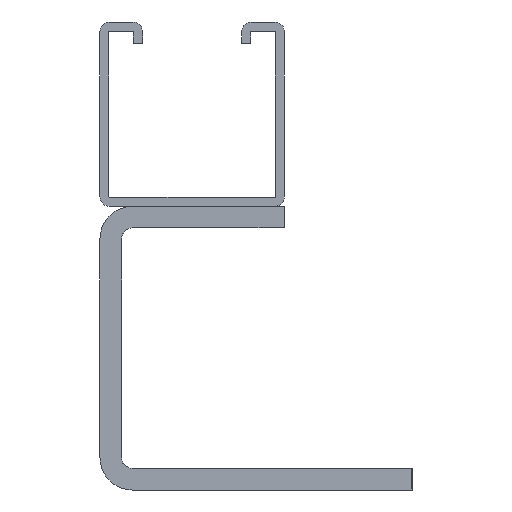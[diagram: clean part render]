
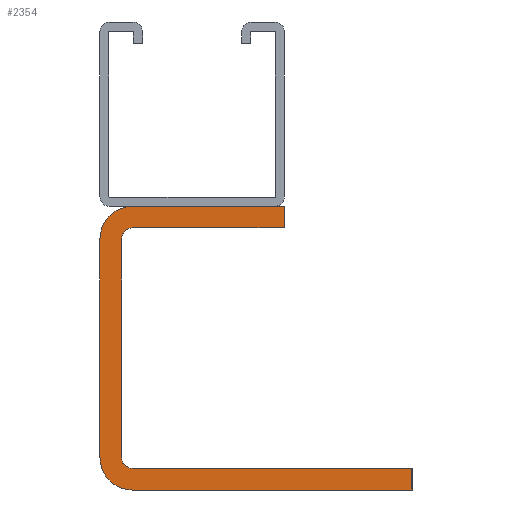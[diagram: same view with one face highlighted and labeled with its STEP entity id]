
A CAD part, front view. The second image highlights one B-rep face of the part: STEP entity #2354.
In plain terms, the highlighted planar face has unit normal (0, -1, 0).
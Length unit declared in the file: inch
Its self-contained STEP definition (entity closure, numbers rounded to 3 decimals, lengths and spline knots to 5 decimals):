
#24 = EDGE_CURVE ( 'NONE', #696, #482, #1675, .T. ) ;
#29 = LINE ( 'NONE', #2276, #1769 ) ;
#37 = CIRCLE ( 'NONE', #571, 0.048 ) ;
#135 = PLANE ( 'NONE',  #1717 ) ;
#174 = CARTESIAN_POINT ( 'NONE',  ( -0.2635, 0.125, -1.155 ) ) ;
#183 = EDGE_CURVE ( 'NONE', #1027, #672, #211, .T. ) ;
#193 = CARTESIAN_POINT ( 'NONE',  ( -0.3115, 0.125, -0.143 ) ) ;
#195 = FACE_OUTER_BOUND ( 'NONE', #1272, .T. ) ;
#211 = CIRCLE ( 'NONE', #1573, 0.143 ) ;
#260 = LINE ( 'NONE', #2332, #1452 ) ;
#303 = CARTESIAN_POINT ( 'NONE',  ( -0.4065, 0.125, -1.107 ) ) ;
#335 = CARTESIAN_POINT ( 'NONE',  ( 0.4055, 0.125, 0. ) ) ;
#359 = DIRECTION ( 'NONE',  ( -1., 0., 0. ) ) ;
#363 = DIRECTION ( 'NONE',  ( 0., -1., 0. ) ) ;
#374 = DIRECTION ( 'NONE',  ( 1., 0., 0. ) ) ;
#387 = DIRECTION ( 'NONE',  ( -1., 0., 0. ) ) ;
#476 = CARTESIAN_POINT ( 'NONE',  ( -0.2635, 0.125, -0.143 ) ) ;
#482 = VERTEX_POINT ( 'NONE', #2364 ) ;
#503 = ORIENTED_EDGE ( 'NONE', *, *, #1923, .T. ) ;
#527 = CIRCLE ( 'NONE', #2258, 0.048 ) ;
#534 = ORIENTED_EDGE ( 'NONE', *, *, #2399, .F. ) ;
#571 = AXIS2_PLACEMENT_3D ( 'NONE', #1106, #3000, #1599 ) ;
#601 = VECTOR ( 'NONE', #2665, 39.37008 ) ;
#604 = CARTESIAN_POINT ( 'NONE',  ( -0.4065, 0.125, -1.25 ) ) ;
#653 = DIRECTION ( 'NONE',  ( 0., 0., -1. ) ) ;
#659 = VERTEX_POINT ( 'NONE', #1544 ) ;
#663 = VERTEX_POINT ( 'NONE', #335 ) ;
#672 = VERTEX_POINT ( 'NONE', #303 ) ;
#684 = CARTESIAN_POINT ( 'NONE',  ( -0.2635, 0.125, -1.25 ) ) ;
#696 = VERTEX_POINT ( 'NONE', #1293 ) ;
#726 = VECTOR ( 'NONE', #2120, 39.37008 ) ;
#771 = LINE ( 'NONE', #798, #601 ) ;
#798 = CARTESIAN_POINT ( 'NONE',  ( -0.4065, 0.125, -0.095 ) ) ;
#831 = DIRECTION ( 'NONE',  ( 0., 0., 1. ) ) ;
#844 = ORIENTED_EDGE ( 'NONE', *, *, #1817, .F. ) ;
#889 = VERTEX_POINT ( 'NONE', #1866 ) ;
#947 = ORIENTED_EDGE ( 'NONE', *, *, #183, .F. ) ;
#966 = VERTEX_POINT ( 'NONE', #174 ) ;
#990 = EDGE_CURVE ( 'NONE', #659, #2058, #37, .T. ) ;
#1015 = DIRECTION ( 'NONE',  ( 0., 1., 0. ) ) ;
#1027 = VERTEX_POINT ( 'NONE', #684 ) ;
#1072 = ORIENTED_EDGE ( 'NONE', *, *, #2001, .F. ) ;
#1082 = DIRECTION ( 'NONE',  ( 1., 0., 0. ) ) ;
#1102 = ORIENTED_EDGE ( 'NONE', *, *, #990, .F. ) ;
#1106 = CARTESIAN_POINT ( 'NONE',  ( -0.2635, 0.125, -0.143 ) ) ;
#1148 = VECTOR ( 'NONE', #2488, 39.37008 ) ;
#1267 = ORIENTED_EDGE ( 'NONE', *, *, #2486, .F. ) ;
#1272 = EDGE_LOOP ( 'NONE', ( #947, #1774, #503, #844, #2205, #1072, #1102, #1267, #1867, #534, #1941, #1810 ) ) ;
#1293 = CARTESIAN_POINT ( 'NONE',  ( -0.4065, 0.125, -0.143 ) ) ;
#1357 = CARTESIAN_POINT ( 'NONE',  ( 0.9685, 0.125, -1.25 ) ) ;
#1400 = DIRECTION ( 'NONE',  ( 0., 1., 0. ) ) ;
#1442 = CARTESIAN_POINT ( 'NONE',  ( 0.9685, 0.125, -1.25 ) ) ;
#1452 = VECTOR ( 'NONE', #653, 39.37008 ) ;
#1475 = CARTESIAN_POINT ( 'NONE',  ( 0.9685, 0.125, -1.155 ) ) ;
#1534 = VERTEX_POINT ( 'NONE', #1475 ) ;
#1544 = CARTESIAN_POINT ( 'NONE',  ( -0.2635, 0.125, -0.095 ) ) ;
#1571 = DIRECTION ( 'NONE',  ( 0., 1., 0. ) ) ;
#1573 = AXIS2_PLACEMENT_3D ( 'NONE', #2444, #1015, #2672 ) ;
#1599 = DIRECTION ( 'NONE',  ( 1., 0., 0. ) ) ;
#1647 = VECTOR ( 'NONE', #831, 39.37008 ) ;
#1675 = CIRCLE ( 'NONE', #1948, 0.143 ) ;
#1717 = AXIS2_PLACEMENT_3D ( 'NONE', #604, #1571, #359 ) ;
#1721 = VECTOR ( 'NONE', #374, 39.37008 ) ;
#1769 = VECTOR ( 'NONE', #1082, 39.37008 ) ;
#1774 = ORIENTED_EDGE ( 'NONE', *, *, #2678, .F. ) ;
#1810 = ORIENTED_EDGE ( 'NONE', *, *, #2448, .F. ) ;
#1817 = EDGE_CURVE ( 'NONE', #966, #1534, #2281, .T. ) ;
#1825 = CARTESIAN_POINT ( 'NONE',  ( -0.2635, 0.125, -1.107 ) ) ;
#1849 = EDGE_CURVE ( 'NONE', #1902, #966, #527, .T. ) ;
#1866 = CARTESIAN_POINT ( 'NONE',  ( 0.4055, 0.125, -0.095 ) ) ;
#1867 = ORIENTED_EDGE ( 'NONE', *, *, #3018, .F. ) ;
#1875 = LINE ( 'NONE', #2999, #1148 ) ;
#1902 = VERTEX_POINT ( 'NONE', #2311 ) ;
#1909 = VECTOR ( 'NONE', #2679, 39.37008 ) ;
#1923 = EDGE_CURVE ( 'NONE', #2873, #1534, #2835, .T. ) ;
#1941 = ORIENTED_EDGE ( 'NONE', *, *, #24, .F. ) ;
#1948 = AXIS2_PLACEMENT_3D ( 'NONE', #476, #1400, #2376 ) ;
#2001 = EDGE_CURVE ( 'NONE', #2058, #1902, #260, .T. ) ;
#2058 = VERTEX_POINT ( 'NONE', #193 ) ;
#2120 = DIRECTION ( 'NONE',  ( 0., 0., -1. ) ) ;
#2205 = ORIENTED_EDGE ( 'NONE', *, *, #1849, .F. ) ;
#2232 = CARTESIAN_POINT ( 'NONE',  ( 0.4055, 0.125, -1.25 ) ) ;
#2258 = AXIS2_PLACEMENT_3D ( 'NONE', #1825, #363, #387 ) ;
#2276 = CARTESIAN_POINT ( 'NONE',  ( -0.4065, 0.125, 0. ) ) ;
#2281 = LINE ( 'NONE', #2530, #1721 ) ;
#2311 = CARTESIAN_POINT ( 'NONE',  ( -0.3115, 0.125, -1.107 ) ) ;
#2332 = CARTESIAN_POINT ( 'NONE',  ( -0.3115, 0.125, -1.25 ) ) ;
#2354 = ADVANCED_FACE ( 'NONE', ( #195 ), #135, .F. ) ;
#2364 = CARTESIAN_POINT ( 'NONE',  ( -0.2635, 0.125, 0. ) ) ;
#2376 = DIRECTION ( 'NONE',  ( 1., 0., 0. ) ) ;
#2399 = EDGE_CURVE ( 'NONE', #482, #663, #29, .T. ) ;
#2444 = CARTESIAN_POINT ( 'NONE',  ( -0.2635, 0.125, -1.107 ) ) ;
#2448 = EDGE_CURVE ( 'NONE', #672, #696, #2839, .T. ) ;
#2486 = EDGE_CURVE ( 'NONE', #889, #659, #771, .T. ) ;
#2488 = DIRECTION ( 'NONE',  ( -1., 0., 0. ) ) ;
#2530 = CARTESIAN_POINT ( 'NONE',  ( -0.4065, 0.125, -1.155 ) ) ;
#2665 = DIRECTION ( 'NONE',  ( -1., 0., 0. ) ) ;
#2672 = DIRECTION ( 'NONE',  ( -1., 0., 0. ) ) ;
#2678 = EDGE_CURVE ( 'NONE', #2873, #1027, #1875, .T. ) ;
#2679 = DIRECTION ( 'NONE',  ( 0., 0., 1. ) ) ;
#2788 = LINE ( 'NONE', #2232, #726 ) ;
#2835 = LINE ( 'NONE', #1357, #1647 ) ;
#2839 = LINE ( 'NONE', #3016, #1909 ) ;
#2873 = VERTEX_POINT ( 'NONE', #1442 ) ;
#2999 = CARTESIAN_POINT ( 'NONE',  ( -0.321, 0.125, -1.25 ) ) ;
#3000 = DIRECTION ( 'NONE',  ( 0., -1., 0. ) ) ;
#3016 = CARTESIAN_POINT ( 'NONE',  ( -0.4065, 0.125, -1.25 ) ) ;
#3018 = EDGE_CURVE ( 'NONE', #663, #889, #2788, .T. ) ;
